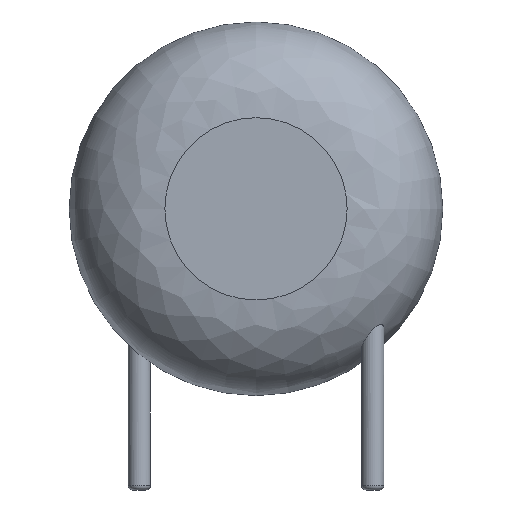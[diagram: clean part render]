
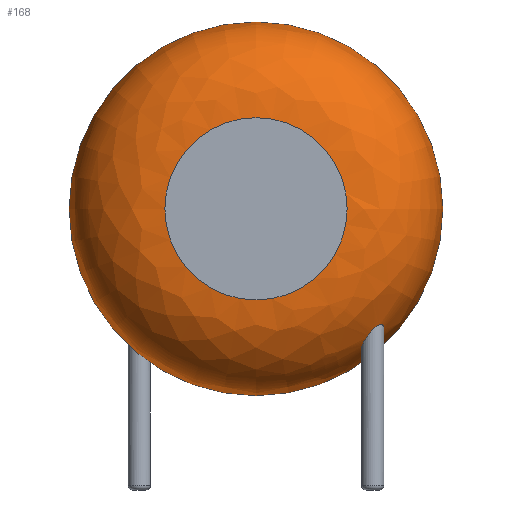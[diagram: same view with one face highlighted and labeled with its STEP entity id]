
A CAD part, front view. The second image highlights one B-rep face of the part: STEP entity #168.
In plain terms, the highlighted face is a revolution surface.
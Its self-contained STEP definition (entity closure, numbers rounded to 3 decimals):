
#24 = VERTEX_POINT('',#25);
#25 = CARTESIAN_POINT('',(9.75,-1.627,6.03));
#31 = EDGE_CURVE('',#24,#24,#32,.T.);
#32 = CIRCLE('',#33,6.);
#33 = AXIS2_PLACEMENT_3D('',#34,#35,#36);
#34 = CARTESIAN_POINT('',(3.75,-1.627,6.03));
#35 = DIRECTION('',(0.,-1.,0.));
#36 = DIRECTION('',(1.,0.,0.));
#168 = ADVANCED_FACE('',(#169,#189),#271,.T.);
#169 = FACE_BOUND('',#170,.T.);
#170 = EDGE_LOOP('',(#171,#172,#181,#188));
#171 = ORIENTED_EDGE('',*,*,#31,.T.);
#172 = ORIENTED_EDGE('',*,*,#173,.T.);
#173 = EDGE_CURVE('',#24,#174,#176,.T.);
#174 = VERTEX_POINT('',#175);
#175 = CARTESIAN_POINT('',(6.677,-4.7,6.03));
#176 = CIRCLE('',#177,3.073);
#177 = AXIS2_PLACEMENT_3D('',#178,#179,#180);
#178 = CARTESIAN_POINT('',(6.677,-1.627,6.03));
#179 = DIRECTION('',(0.,0.,-1.));
#180 = DIRECTION('',(1.,0.,0.));
#181 = ORIENTED_EDGE('',*,*,#182,.F.);
#182 = EDGE_CURVE('',#174,#174,#183,.T.);
#183 = CIRCLE('',#184,2.927);
#184 = AXIS2_PLACEMENT_3D('',#185,#186,#187);
#185 = CARTESIAN_POINT('',(3.75,-4.7,6.03));
#186 = DIRECTION('',(0.,-1.,0.));
#187 = DIRECTION('',(1.,0.,0.));
#188 = ORIENTED_EDGE('',*,*,#173,.F.);
#189 = FACE_BOUND('',#190,.T.);
#190 = EDGE_LOOP('',(#191,#210));
#191 = ORIENTED_EDGE('',*,*,#192,.T.);
#192 = EDGE_CURVE('',#193,#195,#197,.T.);
#193 = VERTEX_POINT('',#194);
#194 = CARTESIAN_POINT('',(7.86,-3.1,2.191));
#195 = VERTEX_POINT('',#196);
#196 = CARTESIAN_POINT('',(7.448,-2.744,1.575
));
#197 = B_SPLINE_CURVE_WITH_KNOTS('',6,(#198,#199,#200,#201,#202,#203,
#204,#205,#206,#207,#208,#209),.UNSPECIFIED.,.F.,.F.,(7,5,7),(
0.,0.457,1.),.UNSPECIFIED.);
#198 = CARTESIAN_POINT('',(7.86,-3.1,2.191));
#199 = CARTESIAN_POINT('',(7.86,-3.052,2.153));
#200 = CARTESIAN_POINT('',(7.852,-3.005,2.109
));
#201 = CARTESIAN_POINT('',(7.837,-2.96,2.062
));
#202 = CARTESIAN_POINT('',(7.816,-2.919,2.012
));
#203 = CARTESIAN_POINT('',(7.79,-2.881,1.962)
);
#204 = CARTESIAN_POINT('',(7.72,-2.81,1.851
));
#205 = CARTESIAN_POINT('',(7.675,-2.778,1.79
));
#206 = CARTESIAN_POINT('',(7.624,-2.753,1.73)
);
#207 = CARTESIAN_POINT('',(7.567,-2.739,1.673
));
#208 = CARTESIAN_POINT('',(7.508,-2.735,1.62
));
#209 = CARTESIAN_POINT('',(7.448,-2.744,1.575
));
#210 = ORIENTED_EDGE('',*,*,#211,.T.);
#211 = EDGE_CURVE('',#195,#193,#212,.T.);
#212 = B_SPLINE_CURVE_WITH_KNOTS('',8,(#213,#214,#215,#216,#217,#218,
#219,#220,#221,#222,#223,#224,#225,#226,#227,#228,#229,#230,#231,
#232,#233,#234,#235,#236,#237,#238,#239,#240,#241,#242,#243,#244,
#245,#246,#247,#248,#249,#250,#251,#252,#253,#254,#255,#256,#257,
#258,#259,#260,#261,#262,#263,#264,#265,#266,#267,#268,#269,#270),
.UNSPECIFIED.,.F.,.F.,(9,7,7,7,7,7,7,7,9),(0.,0.174,
0.276,0.334,0.52,0.748,
0.826,0.928,1.),.UNSPECIFIED.);
#213 = CARTESIAN_POINT('',(7.448,-2.744,1.575
));
#214 = CARTESIAN_POINT('',(7.412,-2.749,1.548
));
#215 = CARTESIAN_POINT('',(7.376,-2.758,1.523
));
#216 = CARTESIAN_POINT('',(7.341,-2.772,1.502
));
#217 = CARTESIAN_POINT('',(7.307,-2.791,1.485)
);
#218 = CARTESIAN_POINT('',(7.275,-2.814,1.472
));
#219 = CARTESIAN_POINT('',(7.246,-2.84,1.464)
);
#220 = CARTESIAN_POINT('',(7.22,-2.87,1.461
));
#221 = CARTESIAN_POINT('',(7.186,-2.922,1.465
));
#222 = CARTESIAN_POINT('',(7.175,-2.942,1.468)
);
#223 = CARTESIAN_POINT('',(7.166,-2.962,1.473
));
#224 = CARTESIAN_POINT('',(7.158,-2.983,1.48
));
#225 = CARTESIAN_POINT('',(7.151,-3.004,1.488)
);
#226 = CARTESIAN_POINT('',(7.147,-3.026,1.498
));
#227 = CARTESIAN_POINT('',(7.143,-3.047,1.51
));
#228 = CARTESIAN_POINT('',(7.14,-3.08,1.53
));
#229 = CARTESIAN_POINT('',(7.14,-3.092,1.537
));
#230 = CARTESIAN_POINT('',(7.14,-3.104,1.545)
);
#231 = CARTESIAN_POINT('',(7.14,-3.116,1.553
));
#232 = CARTESIAN_POINT('',(7.141,-3.127,1.562
));
#233 = CARTESIAN_POINT('',(7.142,-3.139,1.571)
);
#234 = CARTESIAN_POINT('',(7.143,-3.15,1.58)
);
#235 = CARTESIAN_POINT('',(7.152,-3.198,1.621)
);
#236 = CARTESIAN_POINT('',(7.162,-3.233,1.655
));
#237 = CARTESIAN_POINT('',(7.176,-3.265,1.692
));
#238 = CARTESIAN_POINT('',(7.194,-3.296,1.731
));
#239 = CARTESIAN_POINT('',(7.214,-3.324,1.771
));
#240 = CARTESIAN_POINT('',(7.237,-3.35,1.813
));
#241 = CARTESIAN_POINT('',(7.263,-3.373,1.855
));
#242 = CARTESIAN_POINT('',(7.324,-3.417,1.948
));
#243 = CARTESIAN_POINT('',(7.361,-3.437,2.)
);
#244 = CARTESIAN_POINT('',(7.401,-3.452,2.051)
);
#245 = CARTESIAN_POINT('',(7.443,-3.462,2.1)
);
#246 = CARTESIAN_POINT('',(7.488,-3.466,2.147
));
#247 = CARTESIAN_POINT('',(7.534,-3.464,2.19
));
#248 = CARTESIAN_POINT('',(7.581,-3.454,2.227)
);
#249 = CARTESIAN_POINT('',(7.642,-3.431,2.266)
);
#250 = CARTESIAN_POINT('',(7.658,-3.424,2.275)
);
#251 = CARTESIAN_POINT('',(7.673,-3.417,2.283
));
#252 = CARTESIAN_POINT('',(7.688,-3.408,2.29
));
#253 = CARTESIAN_POINT('',(7.703,-3.398,2.295
));
#254 = CARTESIAN_POINT('',(7.717,-3.388,2.3
));
#255 = CARTESIAN_POINT('',(7.731,-3.377,2.303)
);
#256 = CARTESIAN_POINT('',(7.76,-3.35,2.307
));
#257 = CARTESIAN_POINT('',(7.776,-3.333,2.308)
);
#258 = CARTESIAN_POINT('',(7.791,-3.315,2.306
));
#259 = CARTESIAN_POINT('',(7.804,-3.297,2.302
));
#260 = CARTESIAN_POINT('',(7.815,-3.277,2.296)
);
#261 = CARTESIAN_POINT('',(7.825,-3.257,2.289)
);
#262 = CARTESIAN_POINT('',(7.834,-3.237,2.28
));
#263 = CARTESIAN_POINT('',(7.846,-3.202,2.261)
);
#264 = CARTESIAN_POINT('',(7.85,-3.188,2.253
));
#265 = CARTESIAN_POINT('',(7.853,-3.173,2.244
));
#266 = CARTESIAN_POINT('',(7.856,-3.158,2.235
));
#267 = CARTESIAN_POINT('',(7.858,-3.144,2.225
));
#268 = CARTESIAN_POINT('',(7.859,-3.129,2.214
));
#269 = CARTESIAN_POINT('',(7.86,-3.114,2.203));
#270 = CARTESIAN_POINT('',(7.86,-3.1,2.191));
#271 = SURFACE_OF_REVOLUTION('',#272,#285);
#272 = B_SPLINE_CURVE_WITH_KNOTS('',6,(#273,#274,#275,#276,#277,#278,
#279,#280,#281,#282,#283,#284),.UNSPECIFIED.,.F.,.F.,(7,5,7),(
0.,0.785,1.571),.UNSPECIFIED.);
#273 = CARTESIAN_POINT('',(9.75,-1.627,6.03));
#274 = CARTESIAN_POINT('',(9.75,-2.029,6.03));
#275 = CARTESIAN_POINT('',(9.687,-2.431,6.03));
#276 = CARTESIAN_POINT('',(9.56,-2.821,6.03));
#277 = CARTESIAN_POINT('',(9.374,-3.186,6.03));
#278 = CARTESIAN_POINT('',(9.134,-3.515,6.03));
#279 = CARTESIAN_POINT('',(8.565,-4.084,6.03));
#280 = CARTESIAN_POINT('',(8.236,-4.324,6.03));
#281 = CARTESIAN_POINT('',(7.871,-4.51,6.03));
#282 = CARTESIAN_POINT('',(7.481,-4.637,6.03));
#283 = CARTESIAN_POINT('',(7.079,-4.7,6.03));
#284 = CARTESIAN_POINT('',(6.677,-4.7,6.03));
#285 = AXIS1_PLACEMENT('',#286,#287);
#286 = CARTESIAN_POINT('',(3.75,-1.627,6.03));
#287 = DIRECTION('',(0.,-1.,0.));
